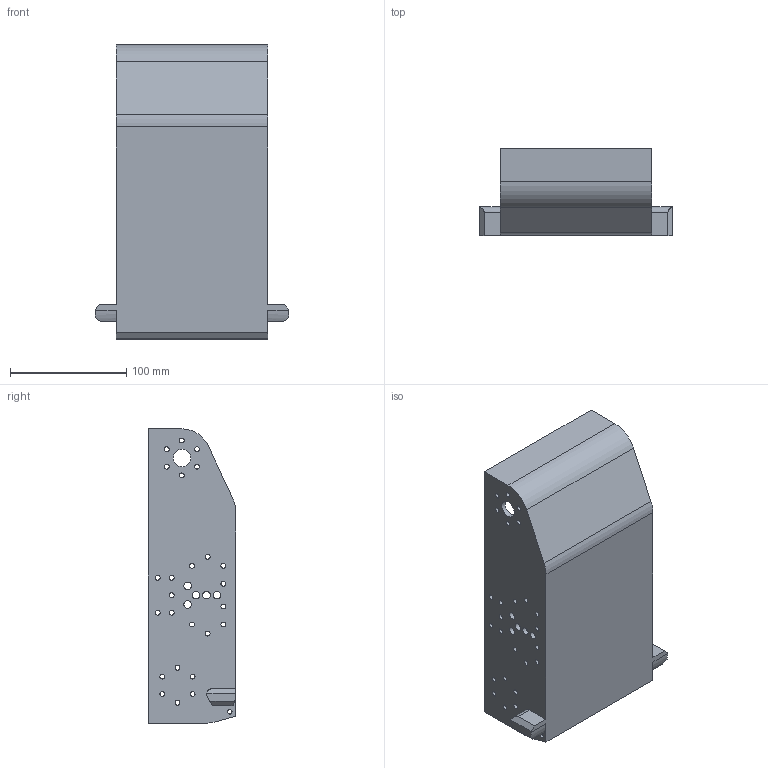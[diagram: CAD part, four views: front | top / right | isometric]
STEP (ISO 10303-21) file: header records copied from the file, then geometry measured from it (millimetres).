
FILE_DESCRIPTION(/* description */ (''),/* implementation_level */ '2;1');
FILE_NAME(/* name */ '',/* time_stamp */ '2025-08-30T06:57:59+08:00',/* author */ ('Piw'),/* organization */ (''),/* preprocessor_version */ 'ST-DEVELOPER v20',/* originating_system */ 'Autodesk Inventor 2025',/* authorisation */ '');
FILE_SCHEMA (('AUTOMOTIVE_DESIGN { 1 0 10303 214 3 1 1 }'));
Length unit declared in the file: millimetre
Products named in the file (1): 车架
Bounding box: 166 x 75 x 253 mm (x, y, z)
Volume: 389806.7 mm3; surface area: 171366.5 mm2
Topology: 1 solids, 1 shells, 117 faces, 344 edges, 233 vertices
Faces by surface type: cylinder 73, plane 44
Full cylindrical faces by diameter (mm): 3.8 x1, 4.2 x50, 6.5 x10, 15 x2
Entity records: 4267 total; most frequent: DIRECTION 732, CARTESIAN_POINT 694, ORIENTED_EDGE 684, EDGE_CURVE 342, AXIS2_PLACEMENT_3D 271, EDGE_LOOP 244, VERTEX_POINT 228, LINE 190
